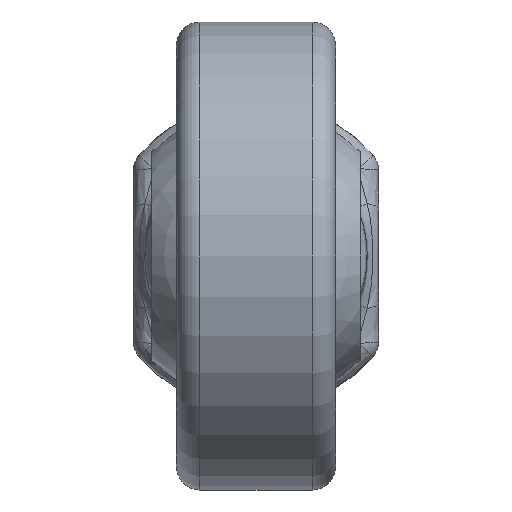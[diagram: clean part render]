
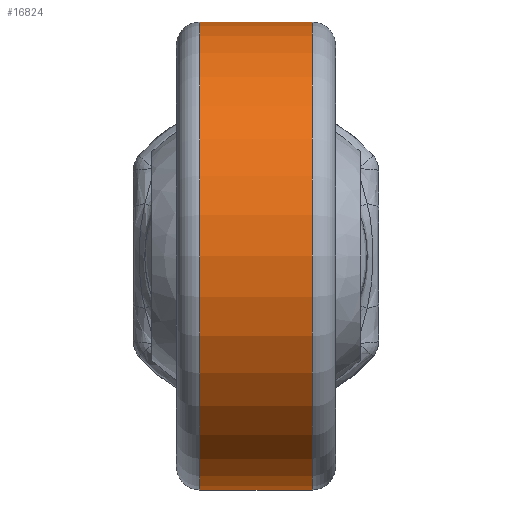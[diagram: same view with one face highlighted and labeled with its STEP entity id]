
A CAD part, left-side view. The second image highlights one B-rep face of the part: STEP entity #16824.
In plain terms, the highlighted cylindrical face has radius 10 mm (diameter 20 mm), a partial arc.
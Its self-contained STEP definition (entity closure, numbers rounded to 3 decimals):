
#127 = CARTESIAN_POINT ( 'NONE',  ( 0., -2.4, 0. ) ) ;
#1686 = CARTESIAN_POINT ( 'NONE',  ( 0., 2.4, -10. ) ) ;
#1940 = DIRECTION ( 'NONE',  ( 0., -1., 0. ) ) ;
#2517 = CARTESIAN_POINT ( 'NONE',  ( 0., -2.4, 10. ) ) ;
#3267 = DIRECTION ( 'NONE',  ( 0., -1., 0. ) ) ;
#4429 = EDGE_CURVE ( 'NONE', #14382, #10350, #8001, .T. ) ;
#4562 = EDGE_CURVE ( 'NONE', #17945, #10350, #9067, .T. ) ;
#4910 = DIRECTION ( 'NONE',  ( 0., 0., 1. ) ) ;
#5790 = CYLINDRICAL_SURFACE ( 'NONE', #16677, 10. ) ;
#6204 = CIRCLE ( 'NONE', #16486, 10. ) ;
#6224 = ORIENTED_EDGE ( 'NONE', *, *, #7031, .T. ) ;
#6623 = ORIENTED_EDGE ( 'NONE', *, *, #4562, .F. ) ;
#6885 = ORIENTED_EDGE ( 'NONE', *, *, #4429, .T. ) ;
#7031 = EDGE_CURVE ( 'NONE', #8130, #14382, #7924, .T. ) ;
#7924 = LINE ( 'NONE', #8702, #11144 ) ;
#8001 = CIRCLE ( 'NONE', #16895, 10. ) ;
#8130 = VERTEX_POINT ( 'NONE', #1686 ) ;
#8702 = CARTESIAN_POINT ( 'NONE',  ( 0., 3.4, -10. ) ) ;
#8809 = DIRECTION ( 'NONE',  ( 0., 1., 0. ) ) ;
#9026 = CARTESIAN_POINT ( 'NONE',  ( 0., 3.4, 0. ) ) ;
#9067 = LINE ( 'NONE', #20822, #19611 ) ;
#9251 = DIRECTION ( 'NONE',  ( 0., -1., 0. ) ) ;
#10129 = CARTESIAN_POINT ( 'NONE',  ( 0., 2.4, 10. ) ) ;
#10255 = CARTESIAN_POINT ( 'NONE',  ( 0., -2.4, -10. ) ) ;
#10350 = VERTEX_POINT ( 'NONE', #2517 ) ;
#10666 = ORIENTED_EDGE ( 'NONE', *, *, #12060, .T. ) ;
#11144 = VECTOR ( 'NONE', #13988, 1000. ) ;
#12060 = EDGE_CURVE ( 'NONE', #17945, #8130, #6204, .T. ) ;
#12072 = EDGE_LOOP ( 'NONE', ( #6623, #10666, #6224, #6885 ) ) ;
#13988 = DIRECTION ( 'NONE',  ( 0., -1., 0. ) ) ;
#14382 = VERTEX_POINT ( 'NONE', #10255 ) ;
#15264 = CARTESIAN_POINT ( 'NONE',  ( 0., 2.4, 0. ) ) ;
#16486 = AXIS2_PLACEMENT_3D ( 'NONE', #15264, #3267, #4910 ) ;
#16677 = AXIS2_PLACEMENT_3D ( 'NONE', #9026, #9251, #21322 ) ;
#16824 = ADVANCED_FACE ( 'NONE', ( #16866 ), #5790, .T. ) ;
#16866 = FACE_OUTER_BOUND ( 'NONE', #12072, .T. ) ;
#16895 = AXIS2_PLACEMENT_3D ( 'NONE', #127, #8809, #20897 ) ;
#17945 = VERTEX_POINT ( 'NONE', #10129 ) ;
#19611 = VECTOR ( 'NONE', #1940, 1000. ) ;
#20822 = CARTESIAN_POINT ( 'NONE',  ( 0., 3.4, 10. ) ) ;
#20897 = DIRECTION ( 'NONE',  ( 0., 0., 1. ) ) ;
#21322 = DIRECTION ( 'NONE',  ( 0., 0., -1. ) ) ;
